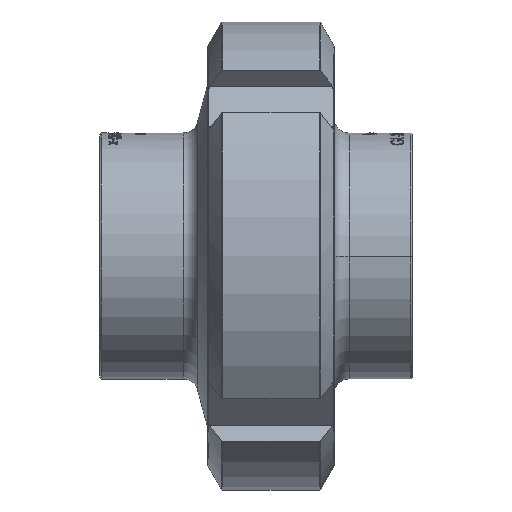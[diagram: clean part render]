
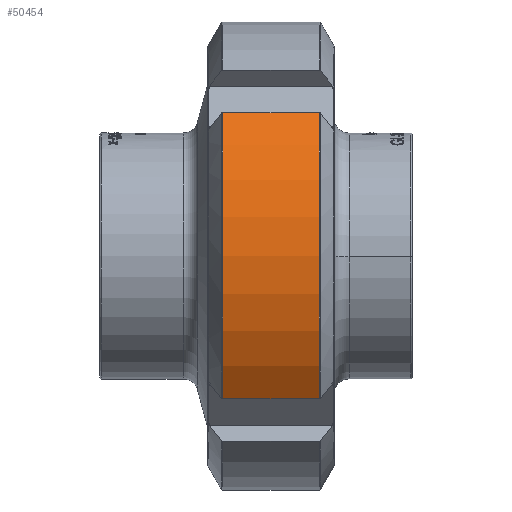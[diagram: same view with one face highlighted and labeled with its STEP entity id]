
A CAD part, top view. The second image highlights one B-rep face of the part: STEP entity #50454.
In plain terms, the highlighted cylindrical face has radius 39 mm (diameter 78 mm), a partial arc.
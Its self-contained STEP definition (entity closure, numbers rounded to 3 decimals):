
#1185 = DIRECTION ( 'NONE',  ( 1., 0., 0. ) ) ;
#1315 = ORIENTED_EDGE ( 'NONE', *, *, #23974, .T. ) ;
#5690 = CARTESIAN_POINT ( 'NONE',  ( 6., -23.814, 30.885 ) ) ;
#9520 = VECTOR ( 'NONE', #52003, 1000. ) ;
#10210 = CIRCLE ( 'NONE', #28531, 39. ) ;
#11698 = VERTEX_POINT ( 'NONE', #36648 ) ;
#12258 = ORIENTED_EDGE ( 'NONE', *, *, #55189, .T. ) ;
#15496 = AXIS2_PLACEMENT_3D ( 'NONE', #56529, #52594, #42301 ) ;
#16377 = CARTESIAN_POINT ( 'NONE',  ( -12.575, -23.814, 30.885 ) ) ;
#17103 = VERTEX_POINT ( 'NONE', #56412 ) ;
#18808 = AXIS2_PLACEMENT_3D ( 'NONE', #50220, #26555, #19061 ) ;
#19061 = DIRECTION ( 'NONE',  ( 0., 1., 0. ) ) ;
#21364 = EDGE_CURVE ( 'NONE', #17103, #57089, #39715, .T. ) ;
#23550 = CARTESIAN_POINT ( 'NONE',  ( -12.575, 23.814, 30.885 ) ) ;
#23974 = EDGE_CURVE ( 'NONE', #11698, #17103, #10210, .T. ) ;
#26249 = CARTESIAN_POINT ( 'NONE',  ( 3.575, 0., 0. ) ) ;
#26555 = DIRECTION ( 'NONE',  ( 1., 0., 0. ) ) ;
#28257 = EDGE_LOOP ( 'NONE', ( #46458, #1315, #48341, #12258 ) ) ;
#28531 = AXIS2_PLACEMENT_3D ( 'NONE', #26249, #59366, #36326 ) ;
#33447 = LINE ( 'NONE', #5690, #57045 ) ;
#35320 = EDGE_CURVE ( 'NONE', #43675, #11698, #33447, .T. ) ;
#36326 = DIRECTION ( 'NONE',  ( 0., -1., 0. ) ) ;
#36648 = CARTESIAN_POINT ( 'NONE',  ( 3.575, -23.814, 30.885 ) ) ;
#39715 = LINE ( 'NONE', #48062, #9520 ) ;
#42301 = DIRECTION ( 'NONE',  ( 0., -1., 0. ) ) ;
#43675 = VERTEX_POINT ( 'NONE', #16377 ) ;
#46458 = ORIENTED_EDGE ( 'NONE', *, *, #35320, .T. ) ;
#48062 = CARTESIAN_POINT ( 'NONE',  ( 6., 23.814, 30.885 ) ) ;
#48341 = ORIENTED_EDGE ( 'NONE', *, *, #21364, .T. ) ;
#50220 = CARTESIAN_POINT ( 'NONE',  ( 6., 0., 0. ) ) ;
#50454 = ADVANCED_FACE ( 'NONE', ( #59667 ), #56005, .T. ) ;
#52003 = DIRECTION ( 'NONE',  ( -1., 0., 0. ) ) ;
#52594 = DIRECTION ( 'NONE',  ( 1., 0., 0. ) ) ;
#55189 = EDGE_CURVE ( 'NONE', #57089, #43675, #58430, .T. ) ;
#56005 = CYLINDRICAL_SURFACE ( 'NONE', #18808, 39. ) ;
#56412 = CARTESIAN_POINT ( 'NONE',  ( 3.575, 23.814, 30.885 ) ) ;
#56529 = CARTESIAN_POINT ( 'NONE',  ( -12.575, 0., 0. ) ) ;
#57045 = VECTOR ( 'NONE', #1185, 1000. ) ;
#57089 = VERTEX_POINT ( 'NONE', #23550 ) ;
#58430 = CIRCLE ( 'NONE', #15496, 39. ) ;
#59366 = DIRECTION ( 'NONE',  ( -1., 0., 0. ) ) ;
#59667 = FACE_OUTER_BOUND ( 'NONE', #28257, .T. ) ;
